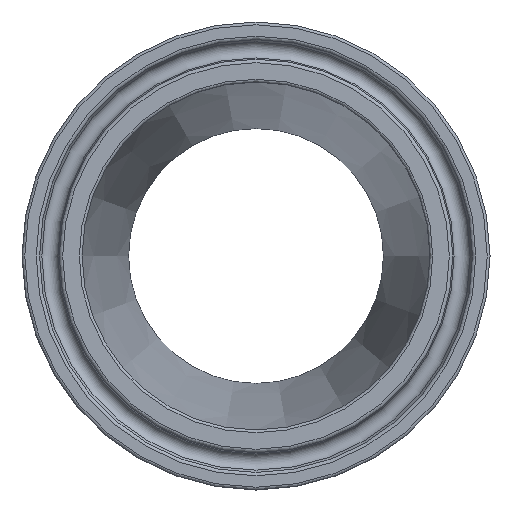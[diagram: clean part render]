
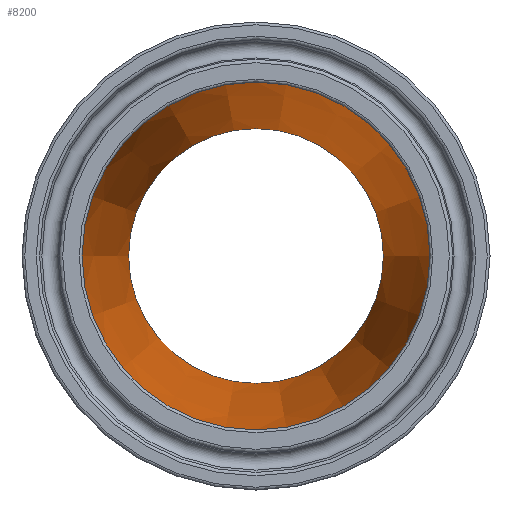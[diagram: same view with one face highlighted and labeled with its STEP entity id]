
A CAD part, left-side view. The second image highlights one B-rep face of the part: STEP entity #8200.
In plain terms, the highlighted conical face has half-angle 7.125 degrees and reference radius 20.574 mm.
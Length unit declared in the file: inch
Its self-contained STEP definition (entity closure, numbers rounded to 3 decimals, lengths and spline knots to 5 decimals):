
#161=FACE_BOUND('',#1544,.T.);
#1006=FACE_OUTER_BOUND('',#1543,.T.);
#1543=EDGE_LOOP('',(#7623));
#1544=EDGE_LOOP('',(#7624));
#2880=CIRCLE('',#8717,0.685);
#2881=CIRCLE('',#8719,0.935);
#4064=VERTEX_POINT('',#17724);
#4065=VERTEX_POINT('',#17727);
#5253=EDGE_CURVE('',#4064,#4064,#2880,.T.);
#5254=EDGE_CURVE('',#4065,#4065,#2881,.T.);
#7623=ORIENTED_EDGE('',*,*,#5254,.F.);
#7624=ORIENTED_EDGE('',*,*,#5253,.T.);
#7677=CONICAL_SURFACE('',#8718,0.81,7.125);
#8200=ADVANCED_FACE('',(#1006,#161),#7677,.F.);
#8717=AXIS2_PLACEMENT_3D('',#17725,#10311,#10312);
#8718=AXIS2_PLACEMENT_3D('',#17726,#10313,#10314);
#8719=AXIS2_PLACEMENT_3D('',#17728,#10315,#10316);
#10311=DIRECTION('center_axis',(1.,0.,0.));
#10312=DIRECTION('ref_axis',(0.,-1.,0.));
#10313=DIRECTION('center_axis',(-1.,0.,0.));
#10314=DIRECTION('ref_axis',(0.,-1.,0.));
#10315=DIRECTION('center_axis',(1.,0.,0.));
#10316=DIRECTION('ref_axis',(0.,-1.,0.));
#17724=CARTESIAN_POINT('',(2.505,-0.69,0.));
#17725=CARTESIAN_POINT('Origin',(2.505,-0.005,0.));
#17726=CARTESIAN_POINT('Origin',(1.505,-0.005,0.));
#17727=CARTESIAN_POINT('',(0.505,-0.94,0.));
#17728=CARTESIAN_POINT('Origin',(0.505,-0.005,0.));
